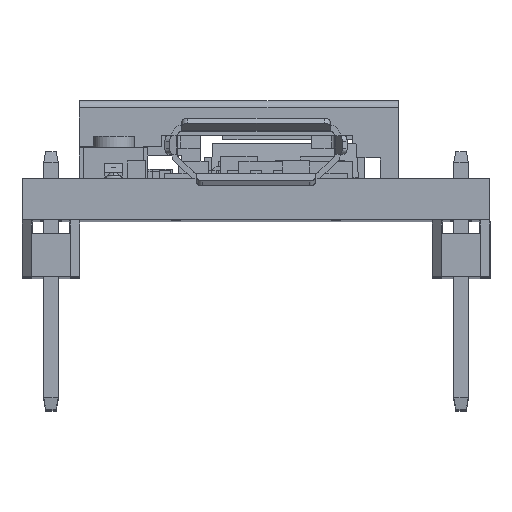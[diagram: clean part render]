
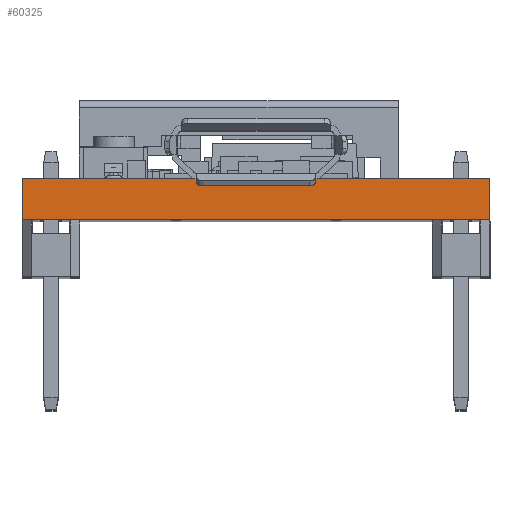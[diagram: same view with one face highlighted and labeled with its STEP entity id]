
A CAD part, top view. The second image highlights one B-rep face of the part: STEP entity #60325.
In plain terms, the highlighted planar face has unit normal (0, 0, 1).
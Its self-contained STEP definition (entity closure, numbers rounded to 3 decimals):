
#2610 = EDGE_CURVE ( 'NONE', #36753, #49073, #20160, .T. ) ;
#10797 = DIRECTION ( 'NONE',  ( -1., 0., 0. ) ) ;
#14549 = CARTESIAN_POINT ( 'NONE',  ( -10.25, -0.9, 26. ) ) ;
#14834 = VERTEX_POINT ( 'NONE', #96943 ) ;
#16468 = CARTESIAN_POINT ( 'NONE',  ( -10.25, -0.9, 26. ) ) ;
#19553 = DIRECTION ( 'NONE',  ( 0., -1., 0. ) ) ;
#20160 = LINE ( 'NONE', #14549, #68535 ) ;
#20218 = CARTESIAN_POINT ( 'NONE',  ( 10.25, 0.9, 26. ) ) ;
#20507 = LINE ( 'NONE', #59564, #75053 ) ;
#22429 = FACE_OUTER_BOUND ( 'NONE', #84259, .T. ) ;
#27010 = VECTOR ( 'NONE', #19553, 1000. ) ;
#29330 = ORIENTED_EDGE ( 'NONE', *, *, #2610, .T. ) ;
#30321 = VERTEX_POINT ( 'NONE', #94192 ) ;
#36753 = VERTEX_POINT ( 'NONE', #16468 ) ;
#45734 = EDGE_CURVE ( 'NONE', #14834, #30321, #20507, .T. ) ;
#48053 = LINE ( 'NONE', #20218, #27010 ) ;
#49073 = VERTEX_POINT ( 'NONE', #55030 ) ;
#49521 = ORIENTED_EDGE ( 'NONE', *, *, #45734, .F. ) ;
#50922 = EDGE_CURVE ( 'NONE', #30321, #49073, #48053, .T. ) ;
#53511 = ORIENTED_EDGE ( 'NONE', *, *, #50922, .F. ) ;
#54247 = LINE ( 'NONE', #93082, #67965 ) ;
#54565 = DIRECTION ( 'NONE',  ( 1., 0., 0. ) ) ;
#55030 = CARTESIAN_POINT ( 'NONE',  ( 10.25, -0.9, 26. ) ) ;
#57426 = DIRECTION ( 'NONE',  ( 0., 0., -1. ) ) ;
#58187 = ORIENTED_EDGE ( 'NONE', *, *, #95723, .T. ) ;
#59564 = CARTESIAN_POINT ( 'NONE',  ( -10.25, 0.9, 26. ) ) ;
#60325 = ADVANCED_FACE ( 'NONE', ( #22429 ), #97258, .F. ) ;
#60858 = DIRECTION ( 'NONE',  ( 0., -1., 0. ) ) ;
#65923 = DIRECTION ( 'NONE',  ( 1., 0., 0. ) ) ;
#67965 = VECTOR ( 'NONE', #60858, 1000. ) ;
#68535 = VECTOR ( 'NONE', #54565, 1000. ) ;
#75053 = VECTOR ( 'NONE', #65923, 1000. ) ;
#84076 = AXIS2_PLACEMENT_3D ( 'NONE', #88967, #57426, #10797 ) ;
#84259 = EDGE_LOOP ( 'NONE', ( #29330, #53511, #49521, #58187 ) ) ;
#88967 = CARTESIAN_POINT ( 'NONE',  ( -10.25, 0.9, 26. ) ) ;
#93082 = CARTESIAN_POINT ( 'NONE',  ( -10.25, 0.9, 26. ) ) ;
#94192 = CARTESIAN_POINT ( 'NONE',  ( 10.25, 0.9, 26. ) ) ;
#95723 = EDGE_CURVE ( 'NONE', #14834, #36753, #54247, .T. ) ;
#96943 = CARTESIAN_POINT ( 'NONE',  ( -10.25, 0.9, 26. ) ) ;
#97258 = PLANE ( 'NONE',  #84076 ) ;
